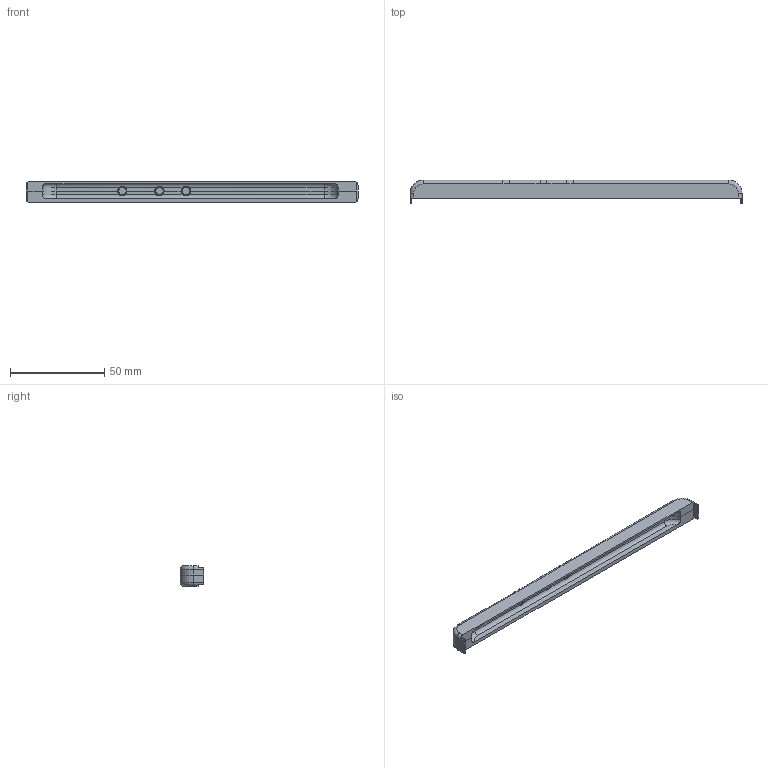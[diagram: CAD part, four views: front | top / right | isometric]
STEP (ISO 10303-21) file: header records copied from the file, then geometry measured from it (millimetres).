
FILE_DESCRIPTION(('HOOPS Exchange Step'),'2;1');
FILE_NAME('temp_export','2022-01-17T15:05:03-08:00',('mobile'),('Shapr3D Limited'),'HOOPS Exchange 2021.2','Shapr3D','Authorized');
FILE_SCHEMA( ('AP203_CONFIGURATION_CONTROLLED_3D_DESIGN_OF_MECHANICAL_PARTS_AND_ASSEMBLIES_MIM_LF') );
Length unit declared in the file: millimetre
Products named in the file (2): buttons.step; EF3F4916-DA87-4473-8504-5EE4E72B3B37.tmp
Assembly tree (1 placements, depth 2):
  EF3F4916-DA87-4473-8504-5EE4E72B3B37.tmp
    buttons.step
Bounding box: 176 x 12.5 x 11 mm (x, y, z)
Volume: 11637.8 mm3; surface area: 10904.5 mm2
Topology: 5 solids, 5 shells, 136 faces, 330 edges, 214 vertices
Faces by surface type: plane 73, cylinder 46, torus 14, bspline 3
Full cylindrical faces by diameter (mm): 2 x2, 2.5 x2, 4 x3, 4.5 x3, 5 x2, 7 x3
Entity records: 4783 total; most frequent: CARTESIAN_POINT 1441, DIRECTION 727, ORIENTED_EDGE 660, EDGE_CURVE 330, AXIS2_PLACEMENT_3D 275, VERTEX_POINT 214, VECTOR 177, LINE 177
